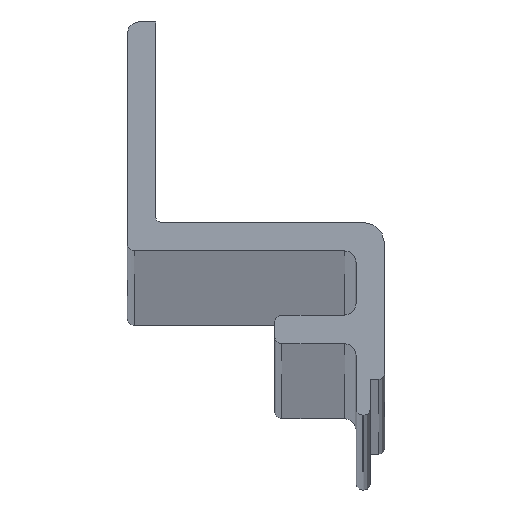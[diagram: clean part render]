
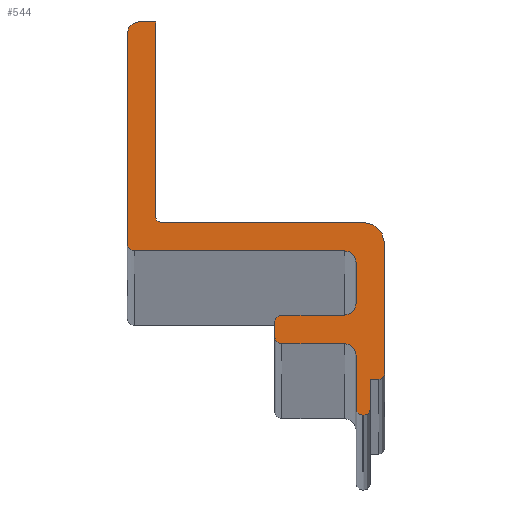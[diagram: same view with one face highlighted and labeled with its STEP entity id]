
A CAD part, top view. The second image highlights one B-rep face of the part: STEP entity #544.
In plain terms, the highlighted planar face has unit normal (0, 0, 1).
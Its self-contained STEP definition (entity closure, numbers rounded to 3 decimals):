
#30=PLANE('',#616);
#58=FACE_OUTER_BOUND('',#86,.T.);
#86=EDGE_LOOP('',(#479,#480,#481,#482,#483,#484,#485,#486,#487,#488,#489,
#490,#491,#492,#493,#494,#495,#496,#497,#498,#499,#500,#501,#502,#503,#504));
#89=LINE('',#789,#143);
#93=LINE('',#801,#147);
#97=LINE('',#813,#151);
#100=LINE('',#819,#154);
#104=LINE('',#831,#158);
#108=LINE('',#843,#162);
#112=LINE('',#855,#166);
#116=LINE('',#867,#170);
#120=LINE('',#879,#174);
#124=LINE('',#891,#178);
#128=LINE('',#903,#182);
#132=LINE('',#915,#186);
#136=LINE('',#927,#190);
#139=LINE('',#932,#193);
#143=VECTOR('',#629,10.);
#147=VECTOR('',#641,10.);
#151=VECTOR('',#653,10.);
#154=VECTOR('',#658,10.);
#158=VECTOR('',#670,10.);
#162=VECTOR('',#682,10.);
#166=VECTOR('',#694,10.);
#170=VECTOR('',#706,10.);
#174=VECTOR('',#718,10.);
#178=VECTOR('',#730,10.);
#182=VECTOR('',#742,10.);
#186=VECTOR('',#754,10.);
#190=VECTOR('',#766,10.);
#193=VECTOR('',#771,10.);
#195=CIRCLE('',#566,0.3);
#197=CIRCLE('',#570,1.5);
#199=CIRCLE('',#574,0.4);
#201=CIRCLE('',#579,0.45);
#203=CIRCLE('',#583,0.45);
#205=CIRCLE('',#587,0.8);
#207=CIRCLE('',#591,0.5);
#209=CIRCLE('',#595,0.5);
#211=CIRCLE('',#599,0.8);
#213=CIRCLE('',#603,0.8);
#215=CIRCLE('',#607,0.5);
#217=CIRCLE('',#611,0.8);
#219=VERTEX_POINT('',#779);
#220=VERTEX_POINT('',#780);
#223=VERTEX_POINT('',#788);
#225=VERTEX_POINT('',#794);
#227=VERTEX_POINT('',#800);
#229=VERTEX_POINT('',#806);
#231=VERTEX_POINT('',#812);
#233=VERTEX_POINT('',#818);
#235=VERTEX_POINT('',#824);
#237=VERTEX_POINT('',#830);
#239=VERTEX_POINT('',#836);
#241=VERTEX_POINT('',#842);
#243=VERTEX_POINT('',#848);
#245=VERTEX_POINT('',#854);
#247=VERTEX_POINT('',#860);
#249=VERTEX_POINT('',#866);
#251=VERTEX_POINT('',#872);
#253=VERTEX_POINT('',#878);
#255=VERTEX_POINT('',#884);
#257=VERTEX_POINT('',#890);
#259=VERTEX_POINT('',#896);
#261=VERTEX_POINT('',#902);
#263=VERTEX_POINT('',#908);
#265=VERTEX_POINT('',#914);
#267=VERTEX_POINT('',#920);
#269=VERTEX_POINT('',#926);
#271=EDGE_CURVE('',#219,#220,#195,.T.);
#275=EDGE_CURVE('',#220,#223,#89,.T.);
#278=EDGE_CURVE('',#223,#225,#197,.T.);
#281=EDGE_CURVE('',#225,#227,#93,.T.);
#284=EDGE_CURVE('',#227,#229,#199,.T.);
#287=EDGE_CURVE('',#229,#231,#97,.T.);
#290=EDGE_CURVE('',#231,#233,#100,.T.);
#293=EDGE_CURVE('',#233,#235,#201,.T.);
#296=EDGE_CURVE('',#235,#237,#104,.T.);
#299=EDGE_CURVE('',#237,#239,#203,.T.);
#302=EDGE_CURVE('',#239,#241,#108,.T.);
#305=EDGE_CURVE('',#241,#243,#205,.T.);
#308=EDGE_CURVE('',#243,#245,#112,.T.);
#311=EDGE_CURVE('',#245,#247,#207,.T.);
#314=EDGE_CURVE('',#247,#249,#116,.T.);
#317=EDGE_CURVE('',#249,#251,#209,.T.);
#320=EDGE_CURVE('',#251,#253,#120,.T.);
#323=EDGE_CURVE('',#253,#255,#211,.T.);
#326=EDGE_CURVE('',#255,#257,#124,.T.);
#329=EDGE_CURVE('',#257,#259,#213,.T.);
#332=EDGE_CURVE('',#259,#261,#128,.T.);
#335=EDGE_CURVE('',#261,#263,#215,.T.);
#338=EDGE_CURVE('',#263,#265,#132,.T.);
#341=EDGE_CURVE('',#265,#267,#217,.T.);
#344=EDGE_CURVE('',#267,#269,#136,.T.);
#347=EDGE_CURVE('',#269,#219,#139,.T.);
#479=ORIENTED_EDGE('',*,*,#311,.F.);
#480=ORIENTED_EDGE('',*,*,#308,.F.);
#481=ORIENTED_EDGE('',*,*,#305,.F.);
#482=ORIENTED_EDGE('',*,*,#302,.F.);
#483=ORIENTED_EDGE('',*,*,#299,.F.);
#484=ORIENTED_EDGE('',*,*,#296,.F.);
#485=ORIENTED_EDGE('',*,*,#293,.F.);
#486=ORIENTED_EDGE('',*,*,#290,.F.);
#487=ORIENTED_EDGE('',*,*,#287,.F.);
#488=ORIENTED_EDGE('',*,*,#284,.F.);
#489=ORIENTED_EDGE('',*,*,#281,.F.);
#490=ORIENTED_EDGE('',*,*,#278,.F.);
#491=ORIENTED_EDGE('',*,*,#275,.F.);
#492=ORIENTED_EDGE('',*,*,#271,.F.);
#493=ORIENTED_EDGE('',*,*,#347,.F.);
#494=ORIENTED_EDGE('',*,*,#344,.F.);
#495=ORIENTED_EDGE('',*,*,#341,.F.);
#496=ORIENTED_EDGE('',*,*,#338,.F.);
#497=ORIENTED_EDGE('',*,*,#335,.F.);
#498=ORIENTED_EDGE('',*,*,#332,.F.);
#499=ORIENTED_EDGE('',*,*,#329,.F.);
#500=ORIENTED_EDGE('',*,*,#326,.F.);
#501=ORIENTED_EDGE('',*,*,#323,.F.);
#502=ORIENTED_EDGE('',*,*,#320,.F.);
#503=ORIENTED_EDGE('',*,*,#317,.F.);
#504=ORIENTED_EDGE('',*,*,#314,.F.);
#544=ADVANCED_FACE('',(#58),#30,.T.);
#566=AXIS2_PLACEMENT_3D('',#781,#621,#622);
#570=AXIS2_PLACEMENT_3D('',#795,#634,#635);
#574=AXIS2_PLACEMENT_3D('',#807,#646,#647);
#579=AXIS2_PLACEMENT_3D('',#825,#663,#664);
#583=AXIS2_PLACEMENT_3D('',#837,#675,#676);
#587=AXIS2_PLACEMENT_3D('',#849,#687,#688);
#591=AXIS2_PLACEMENT_3D('',#861,#699,#700);
#595=AXIS2_PLACEMENT_3D('',#873,#711,#712);
#599=AXIS2_PLACEMENT_3D('',#885,#723,#724);
#603=AXIS2_PLACEMENT_3D('',#897,#735,#736);
#607=AXIS2_PLACEMENT_3D('',#909,#747,#748);
#611=AXIS2_PLACEMENT_3D('',#921,#759,#760);
#616=AXIS2_PLACEMENT_3D('',#935,#775,#776);
#621=DIRECTION('center_axis',(0.,0.,1.));
#622=DIRECTION('ref_axis',(-1.,0.,0.));
#629=DIRECTION('',(1.,0.,0.));
#634=DIRECTION('center_axis',(0.,0.,-1.));
#635=DIRECTION('ref_axis',(-1.,0.,0.));
#641=DIRECTION('',(0.,-1.,0.));
#646=DIRECTION('center_axis',(0.,0.,-1.));
#647=DIRECTION('ref_axis',(0.,1.,0.));
#653=DIRECTION('',(-1.,0.,0.));
#658=DIRECTION('',(0.,-1.,0.));
#663=DIRECTION('center_axis',(0.,0.,-1.));
#664=DIRECTION('ref_axis',(0.,1.,0.));
#670=DIRECTION('',(-1.,0.,0.));
#675=DIRECTION('center_axis',(0.,0.,-1.));
#676=DIRECTION('ref_axis',(1.,0.,0.));
#682=DIRECTION('',(0.,1.,0.));
#687=DIRECTION('center_axis',(0.,0.,1.));
#688=DIRECTION('ref_axis',(1.,0.,0.));
#694=DIRECTION('',(-1.,0.,0.));
#699=DIRECTION('center_axis',(0.,0.,-1.));
#700=DIRECTION('ref_axis',(1.,0.,0.));
#706=DIRECTION('',(0.,1.,0.));
#711=DIRECTION('center_axis',(0.,0.,-1.));
#712=DIRECTION('ref_axis',(0.,-1.,0.));
#718=DIRECTION('',(1.,0.,0.));
#723=DIRECTION('center_axis',(0.,0.,1.));
#724=DIRECTION('ref_axis',(0.,-1.,0.));
#730=DIRECTION('',(0.,1.,0.));
#735=DIRECTION('center_axis',(0.,0.,1.));
#736=DIRECTION('ref_axis',(1.,0.,0.));
#742=DIRECTION('',(-1.,0.,0.));
#747=DIRECTION('center_axis',(0.,0.,-1.));
#748=DIRECTION('ref_axis',(1.,0.,0.));
#754=DIRECTION('',(0.,1.,0.));
#759=DIRECTION('center_axis',(0.,0.,-1.));
#760=DIRECTION('ref_axis',(0.,-1.,0.));
#766=DIRECTION('',(1.,0.,0.));
#771=DIRECTION('',(0.,-1.,0.));
#775=DIRECTION('center_axis',(0.,0.,1.));
#776=DIRECTION('ref_axis',(1.,0.,0.));
#779=CARTESIAN_POINT('',(-13.999,2.3,3000.));
#780=CARTESIAN_POINT('',(-13.699,2.,3000.));
#781=CARTESIAN_POINT('Origin',(-13.699,2.3,3000.));
#788=CARTESIAN_POINT('',(0.501,2.,3000.));
#789=CARTESIAN_POINT('',(-3.249,2.,3000.));
#794=CARTESIAN_POINT('',(2.001,0.5,3000.));
#795=CARTESIAN_POINT('Origin',(0.501,0.5,3000.));
#800=CARTESIAN_POINT('',(2.001,-8.6,3000.));
#801=CARTESIAN_POINT('',(2.001,-3.175,3000.));
#806=CARTESIAN_POINT('',(1.601,-9.,3000.));
#807=CARTESIAN_POINT('Origin',(1.601,-8.6,3000.));
#812=CARTESIAN_POINT('',(1.001,-9.,3000.));
#813=CARTESIAN_POINT('',(-2.999,-9.,3000.));
#818=CARTESIAN_POINT('',(1.001,-11.05,3000.));
#819=CARTESIAN_POINT('',(1.001,-4.4,3000.));
#824=CARTESIAN_POINT('',(0.551,-11.5,3000.));
#825=CARTESIAN_POINT('Origin',(0.551,-11.05,3000.));
#830=CARTESIAN_POINT('',(0.451,-11.5,3000.));
#831=CARTESIAN_POINT('',(-3.274,-11.5,3000.));
#836=CARTESIAN_POINT('',(0.001,-11.05,3000.));
#837=CARTESIAN_POINT('Origin',(0.451,-11.05,3000.));
#842=CARTESIAN_POINT('',(0.001,-7.3,3000.));
#843=CARTESIAN_POINT('',(0.001,-2.525,3000.));
#848=CARTESIAN_POINT('',(-0.799,-6.5,3000.));
#849=CARTESIAN_POINT('Origin',(-0.799,-7.3,3000.));
#854=CARTESIAN_POINT('',(-5.199,-6.5,3000.));
#855=CARTESIAN_POINT('',(-6.099,-6.5,3000.));
#860=CARTESIAN_POINT('',(-5.699,-6.,3000.));
#861=CARTESIAN_POINT('Origin',(-5.199,-6.,3000.));
#866=CARTESIAN_POINT('',(-5.699,-5.,3000.));
#867=CARTESIAN_POINT('',(-5.699,-1.375,3000.));
#872=CARTESIAN_POINT('',(-5.199,-4.5,3000.));
#873=CARTESIAN_POINT('Origin',(-5.199,-5.,3000.));
#878=CARTESIAN_POINT('',(-0.799,-4.5,3000.));
#879=CARTESIAN_POINT('',(-3.899,-4.5,3000.));
#884=CARTESIAN_POINT('',(0.001,-3.7,3000.));
#885=CARTESIAN_POINT('Origin',(-0.799,-3.7,3000.));
#890=CARTESIAN_POINT('',(0.001,-0.8,3000.));
#891=CARTESIAN_POINT('',(0.001,0.725,3000.));
#896=CARTESIAN_POINT('',(-0.799,0.,3000.));
#897=CARTESIAN_POINT('Origin',(-0.799,-0.8,3000.));
#902=CARTESIAN_POINT('',(-15.499,0.,3000.));
#903=CARTESIAN_POINT('',(-11.249,0.,3000.));
#908=CARTESIAN_POINT('',(-15.999,0.5,3000.));
#909=CARTESIAN_POINT('Origin',(-15.499,0.5,3000.));
#914=CARTESIAN_POINT('',(-15.999,15.2,3000.));
#915=CARTESIAN_POINT('',(-15.999,8.725,3000.));
#920=CARTESIAN_POINT('',(-15.199,16.,3000.));
#921=CARTESIAN_POINT('Origin',(-15.199,15.2,3000.));
#926=CARTESIAN_POINT('',(-13.999,16.,3000.));
#927=CARTESIAN_POINT('',(-10.499,16.,3000.));
#932=CARTESIAN_POINT('',(-13.999,2.275,3000.));
#935=CARTESIAN_POINT('Origin',(-6.999,2.25,3000.));
